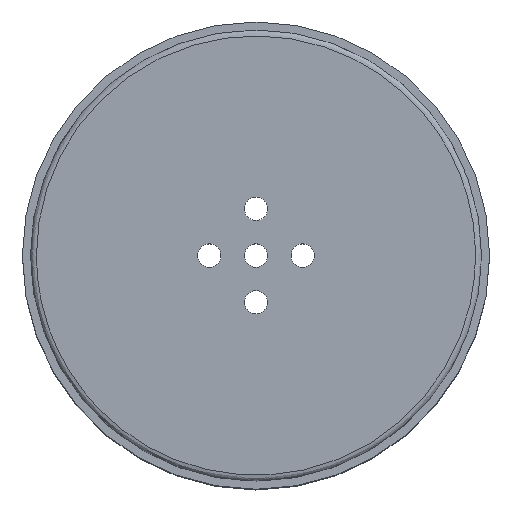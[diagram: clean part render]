
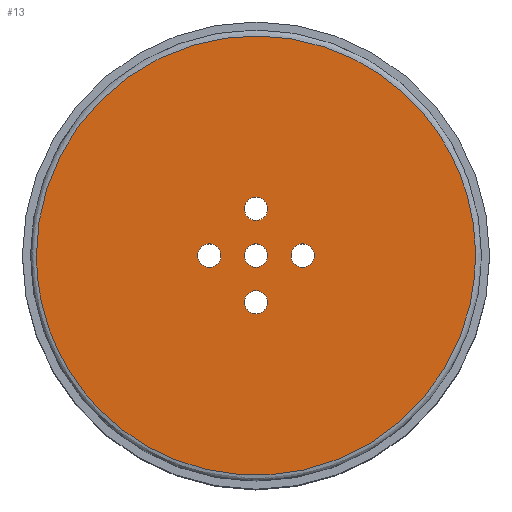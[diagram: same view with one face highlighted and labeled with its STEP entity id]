
A CAD part, top view. The second image highlights one B-rep face of the part: STEP entity #13.
In plain terms, the highlighted planar face has unit normal (0, 0, 1).
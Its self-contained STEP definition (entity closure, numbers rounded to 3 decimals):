
#3 = CARTESIAN_POINT ( 'NONE',  ( 0., 0., 18. ) ) ;
#13 = ADVANCED_FACE ( 'NONE', ( #397, #607, #15, #565, #39, #724 ), #114, .T. ) ;
#15 = FACE_BOUND ( 'NONE', #45, .T. ) ;
#30 = VERTEX_POINT ( 'NONE', #171 ) ;
#32 = CARTESIAN_POINT ( 'NONE',  ( 3., 0., 18. ) ) ;
#39 = FACE_BOUND ( 'NONE', #249, .T. ) ;
#45 = EDGE_LOOP ( 'NONE', ( #494 ) ) ;
#50 = EDGE_LOOP ( 'NONE', ( #838 ) ) ;
#84 = DIRECTION ( 'NONE',  ( -1., 0., 0. ) ) ;
#88 = EDGE_CURVE ( 'NONE', #561, #561, #815, .T. ) ;
#92 = CARTESIAN_POINT ( 'NONE',  ( 18.798, 37.597, 18. ) ) ;
#111 = VERTEX_POINT ( 'NONE', #162 ) ;
#114 = PLANE ( 'NONE',  #600 ) ;
#131 = DIRECTION ( 'NONE',  ( 0., 0., -1. ) ) ;
#162 = CARTESIAN_POINT ( 'NONE',  ( -1., -4., 18. ) ) ;
#171 = CARTESIAN_POINT ( 'NONE',  ( -1., 0., 18. ) ) ;
#179 = VERTEX_POINT ( 'NONE', #394 ) ;
#183 = ORIENTED_EDGE ( 'NONE', *, *, #88, .T. ) ;
#227 = ORIENTED_EDGE ( 'NONE', *, *, #865, .T. ) ;
#249 = EDGE_LOOP ( 'NONE', ( #183 ) ) ;
#250 = AXIS2_PLACEMENT_3D ( 'NONE', #475, #343, #84 ) ;
#291 = DIRECTION ( 'NONE',  ( -1., 0., 0. ) ) ;
#296 = CARTESIAN_POINT ( 'NONE',  ( 18.798, 0., 18. ) ) ;
#298 = DIRECTION ( 'NONE',  ( 0., 0., -1. ) ) ;
#301 = CARTESIAN_POINT ( 'NONE',  ( -5., 0., 18. ) ) ;
#303 = VERTEX_POINT ( 'NONE', #301 ) ;
#316 = AXIS2_PLACEMENT_3D ( 'NONE', #679, #477, #291 ) ;
#335 = EDGE_CURVE ( 'NONE', #111, #111, #634, .T. ) ;
#343 = DIRECTION ( 'NONE',  ( 0., 0., -1. ) ) ;
#358 = CARTESIAN_POINT ( 'NONE',  ( -18.798, 37.597, 18. ) ) ;
#381 = EDGE_LOOP ( 'NONE', ( #227 ) ) ;
#384 = CARTESIAN_POINT ( 'NONE',  ( -19.298, 0., 18. ) ) ;
#394 = CARTESIAN_POINT ( 'NONE',  ( -1., 4., 18. ) ) ;
#397 = FACE_OUTER_BOUND ( 'NONE', #444, .T. ) ;
#406 = EDGE_CURVE ( 'NONE', #303, #303, #526, .T. ) ;
#444 = EDGE_LOOP ( 'NONE', ( #611 ) ) ;
#460 = CIRCLE ( 'NONE', #647, 1. ) ;
#475 = CARTESIAN_POINT ( 'NONE',  ( 0., -4., 18. ) ) ;
#477 = DIRECTION ( 'NONE',  ( 0., 0., -1. ) ) ;
#481 = EDGE_LOOP ( 'NONE', ( #699 ) ) ;
#494 = ORIENTED_EDGE ( 'NONE', *, *, #406, .T. ) ;
#509 = EDGE_CURVE ( 'NONE', #30, #30, #803, .T. ) ;
#518 = DIRECTION ( 'NONE',  ( -1., 0., 0. ) ) ;
#526 = CIRCLE ( 'NONE', #316, 1. ) ;
#546 = CARTESIAN_POINT ( 'NONE',  ( 18.798, 0., 18. ) ) ;
#561 = VERTEX_POINT ( 'NONE', #32 ) ;
#565 = FACE_BOUND ( 'NONE', #481, .T. ) ;
#572 = DIRECTION ( 'NONE',  ( 1., 0., 0. ) ) ;
#600 = AXIS2_PLACEMENT_3D ( 'NONE', #384, #778, #572 ) ;
#607 = FACE_BOUND ( 'NONE', #50, .T. ) ;
#611 = ORIENTED_EDGE ( 'NONE', *, *, #781, .F. ) ;
#612 = CARTESIAN_POINT ( 'NONE',  ( -18.798, -37.597, 18. ) ) ;
#622 = AXIS2_PLACEMENT_3D ( 'NONE', #3, #735, #727 ) ;
#634 = CIRCLE ( 'NONE', #250, 1. ) ;
#647 = AXIS2_PLACEMENT_3D ( 'NONE', #692, #298, #698 ) ;
#657 = CARTESIAN_POINT ( 'NONE',  ( 4., 0., 18. ) ) ;
#679 = CARTESIAN_POINT ( 'NONE',  ( -4., 0., 18. ) ) ;
#683 = CARTESIAN_POINT ( 'NONE',  ( 18.798, 0., 18. ) ) ;
#692 = CARTESIAN_POINT ( 'NONE',  ( 0., 4., 18. ) ) ;
#698 = DIRECTION ( 'NONE',  ( -1., 0., 0. ) ) ;
#699 = ORIENTED_EDGE ( 'NONE', *, *, #335, .T. ) ;
#724 = FACE_BOUND ( 'NONE', #381, .T. ) ;
#727 = DIRECTION ( 'NONE',  ( -1., 0., 0. ) ) ;
#735 = DIRECTION ( 'NONE',  ( 0., 0., -1. ) ) ;
#747 = CARTESIAN_POINT ( 'NONE',  ( 18.798, -37.597, 18. ) ) ;
#762 =( BOUNDED_CURVE ( )  B_SPLINE_CURVE ( 3, ( #683, #747, #612, #839, #358, #92, #546 ),
 .UNSPECIFIED., .T., .F. ) 
 B_SPLINE_CURVE_WITH_KNOTS ( ( 4, 3, 4 ),
 ( 0., 0.5, 1. ),
 .UNSPECIFIED. ) 
 CURVE ( )  GEOMETRIC_REPRESENTATION_ITEM ( )  RATIONAL_B_SPLINE_CURVE ( ( 1., 0.333, 0.333, 1., 0.333, 0.333, 1. ) ) 
 REPRESENTATION_ITEM ( '' )  );
#778 = DIRECTION ( 'NONE',  ( 0., 0., 1. ) ) ;
#781 = EDGE_CURVE ( 'NONE', #845, #845, #762, .T. ) ;
#803 = CIRCLE ( 'NONE', #622, 1. ) ;
#815 = CIRCLE ( 'NONE', #850, 1. ) ;
#838 = ORIENTED_EDGE ( 'NONE', *, *, #509, .T. ) ;
#839 = CARTESIAN_POINT ( 'NONE',  ( -18.798, 0., 18. ) ) ;
#845 = VERTEX_POINT ( 'NONE', #296 ) ;
#850 = AXIS2_PLACEMENT_3D ( 'NONE', #657, #131, #518 ) ;
#865 = EDGE_CURVE ( 'NONE', #179, #179, #460, .T. ) ;
